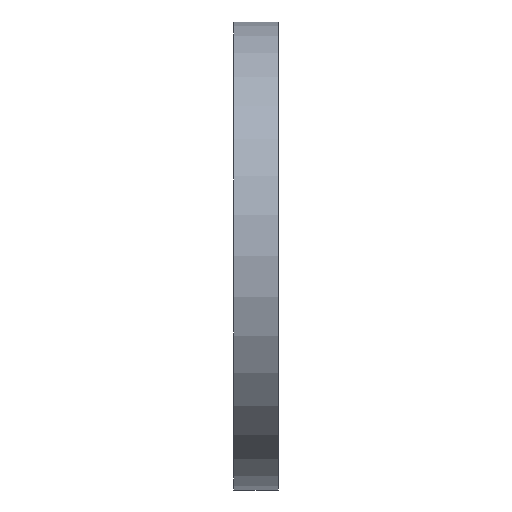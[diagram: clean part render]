
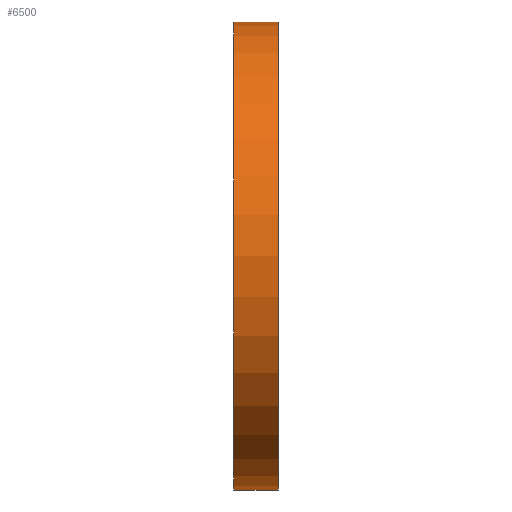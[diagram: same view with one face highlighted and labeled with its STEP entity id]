
A CAD part, left-side view. The second image highlights one B-rep face of the part: STEP entity #6500.
In plain terms, the highlighted cylindrical face has radius 21 mm (diameter 42 mm), a partial arc.
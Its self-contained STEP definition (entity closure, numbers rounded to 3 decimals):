
#3 = VECTOR ( 'NONE', #3511, 1000. ) ;
#335 = ORIENTED_EDGE ( 'NONE', *, *, #1478, .F. ) ;
#380 = AXIS2_PLACEMENT_3D ( 'NONE', #11521, #6019, #7853 ) ;
#462 = VECTOR ( 'NONE', #3150, 1000. ) ;
#810 = VERTEX_POINT ( 'NONE', #5067 ) ;
#1147 = ORIENTED_EDGE ( 'NONE', *, *, #7415, .T. ) ;
#1270 = CARTESIAN_POINT ( 'NONE',  ( 0., 4., -21. ) ) ;
#1478 = EDGE_CURVE ( 'NONE', #7105, #8413, #4932, .T. ) ;
#1715 = ORIENTED_EDGE ( 'NONE', *, *, #10832, .F. ) ;
#2048 = ORIENTED_EDGE ( 'NONE', *, *, #10648, .T. ) ;
#3150 = DIRECTION ( 'NONE',  ( 0., -1., 0. ) ) ;
#3157 = VERTEX_POINT ( 'NONE', #11555 ) ;
#3511 = DIRECTION ( 'NONE',  ( 0., -1., 0. ) ) ;
#4223 = CARTESIAN_POINT ( 'NONE',  ( 0., 4., 21. ) ) ;
#4423 = CIRCLE ( 'NONE', #4654, 21. ) ;
#4654 = AXIS2_PLACEMENT_3D ( 'NONE', #5356, #10829, #10905 ) ;
#4932 = LINE ( 'NONE', #6249, #3 ) ;
#5007 = FACE_OUTER_BOUND ( 'NONE', #8263, .T. ) ;
#5067 = CARTESIAN_POINT ( 'NONE',  ( 0., 4., -21. ) ) ;
#5356 = CARTESIAN_POINT ( 'NONE',  ( 0., 0., 0. ) ) ;
#5525 = DIRECTION ( 'NONE',  ( 0., 0., -1. ) ) ;
#6019 = DIRECTION ( 'NONE',  ( 0., 1., 0. ) ) ;
#6249 = CARTESIAN_POINT ( 'NONE',  ( 0., 4., 21. ) ) ;
#6500 = ADVANCED_FACE ( 'NONE', ( #5007 ), #6720, .T. ) ;
#6720 = CYLINDRICAL_SURFACE ( 'NONE', #7451, 21. ) ;
#7105 = VERTEX_POINT ( 'NONE', #4223 ) ;
#7415 = EDGE_CURVE ( 'NONE', #3157, #8413, #4423, .T. ) ;
#7451 = AXIS2_PLACEMENT_3D ( 'NONE', #11115, #8446, #5525 ) ;
#7815 = CARTESIAN_POINT ( 'NONE',  ( 0., 0., 21. ) ) ;
#7853 = DIRECTION ( 'NONE',  ( 0., 0., 1. ) ) ;
#8263 = EDGE_LOOP ( 'NONE', ( #335, #1715, #2048, #1147 ) ) ;
#8413 = VERTEX_POINT ( 'NONE', #7815 ) ;
#8446 = DIRECTION ( 'NONE',  ( 0., -1., 0. ) ) ;
#9924 = CIRCLE ( 'NONE', #380, 21. ) ;
#10648 = EDGE_CURVE ( 'NONE', #810, #3157, #10811, .T. ) ;
#10811 = LINE ( 'NONE', #1270, #462 ) ;
#10829 = DIRECTION ( 'NONE',  ( 0., 1., 0. ) ) ;
#10832 = EDGE_CURVE ( 'NONE', #810, #7105, #9924, .T. ) ;
#10905 = DIRECTION ( 'NONE',  ( 0., 0., 1. ) ) ;
#11115 = CARTESIAN_POINT ( 'NONE',  ( 0., 4., 0. ) ) ;
#11521 = CARTESIAN_POINT ( 'NONE',  ( 0., 4., 0. ) ) ;
#11555 = CARTESIAN_POINT ( 'NONE',  ( 0., 0., -21. ) ) ;
